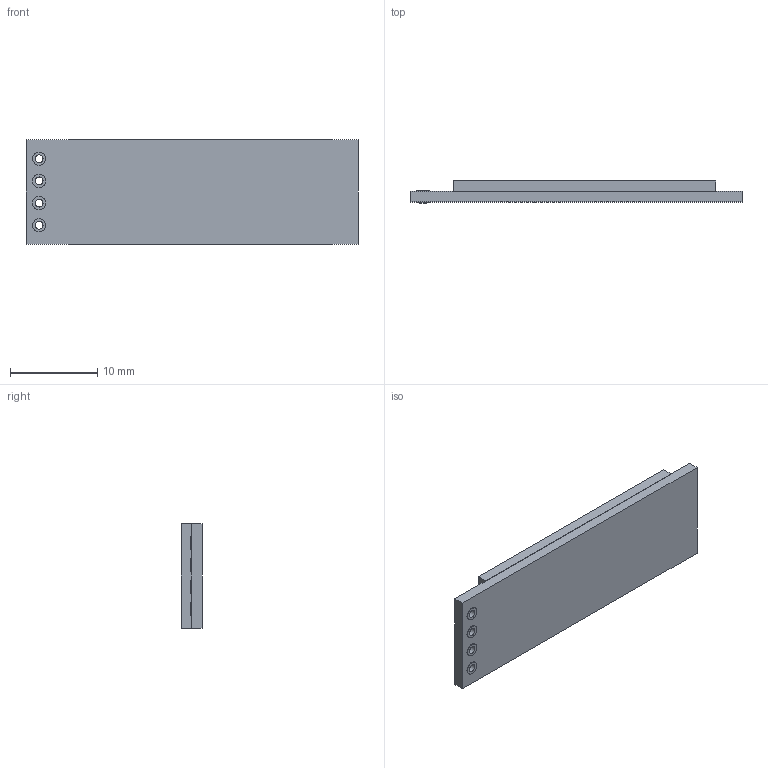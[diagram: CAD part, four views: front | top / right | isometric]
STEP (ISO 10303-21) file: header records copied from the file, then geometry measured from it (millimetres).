
FILE_DESCRIPTION(/* description */ (''),/* implementation_level */ '2;1');
FILE_NAME(/* name */ '0.91_ OLED v12.step',/* time_stamp */ '2020-08-09T15:41:17+05:00',/* author */ (''),/* organization */ (''),/* preprocessor_version */ 'ST-DEVELOPER v18.1',/* originating_system */ 'Autodesk Translation Framework v9.3.0.1241',/* authorisation */ '');
FILE_SCHEMA (('AUTOMOTIVE_DESIGN { 1 0 10303 214 3 1 1 }'));
Length unit declared in the file: millimetre
Products named in the file (1): 0.91" OLED
Bounding box: 38 x 2.5 x 12 mm (x, y, z)
Volume: 956.3 mm3; surface area: 1874.1 mm2
Topology: 2 solids, 2 shells, 37 faces, 72 edges, 48 vertices
Faces by surface type: plane 25, cylinder 12
Full cylindrical faces by diameter (mm): 0.9 x4, 1.5 x8
Entity records: 1054 total; most frequent: DIRECTION 172, CARTESIAN_POINT 158, ORIENTED_EDGE 144, EDGE_CURVE 72, AXIS2_PLACEMENT_3D 62, EDGE_LOOP 54, LINE 48, VECTOR 48
